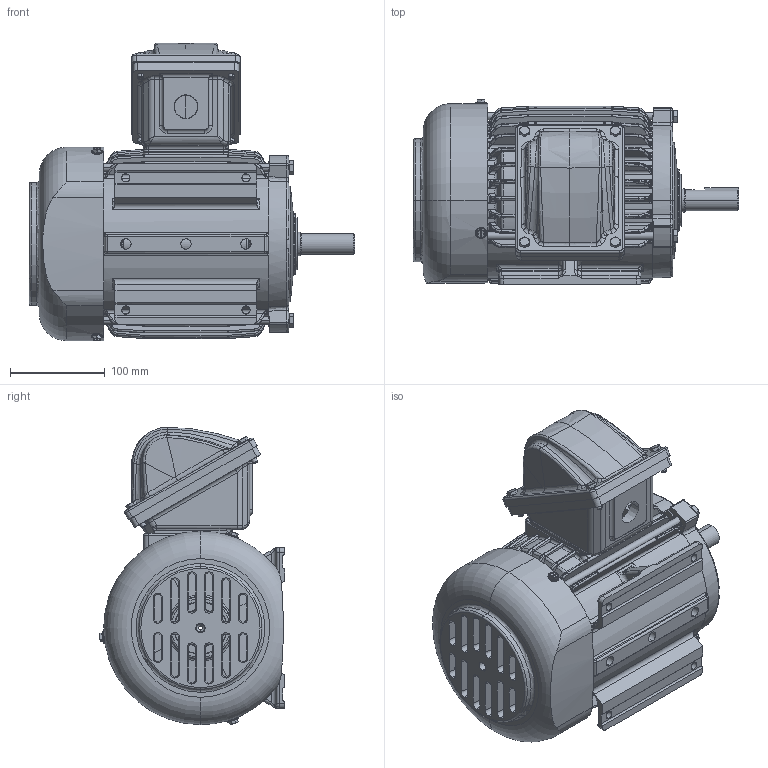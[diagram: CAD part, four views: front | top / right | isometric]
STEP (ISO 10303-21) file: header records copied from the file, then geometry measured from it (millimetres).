
FILE_DESCRIPTION(('CATIA V5 STEP Exchange'),'2;1');
FILE_NAME('31043A295--AEHHXV 145T.stp','2017-11-09T10:26:57+00:00',('none'),('none'),'Unofficial Packaging Version','CATIA V5 STEP AP203','none');
FILE_SCHEMA(('CONFIG_CONTROL_DESIGN'));
Length unit declared in the file: millimetre
Products named in the file (1): 31043A295--AEHHXV 145T
Bounding box: 343.92 x 195.69 x 314.31 mm (x, y, z)
Volume: 2652605.3 mm3; surface area: 765628.5 mm2
Topology: 2 solids, 13 shells, 3114 faces, 7771 edges, 4598 vertices
Faces by surface type: bspline 1023, cylinder 668, plane 556, torus 439, cone 318, sphere 92, revolution 18
Entity records: 127016 total; most frequent: CARTESIAN_POINT 68091, ORIENTED_EDGE 15146, DIRECTION 7633, EDGE_CURVE 7573, VERTEX_POINT 4598, AXIS2_PLACEMENT_3D 3924, EDGE_LOOP 3309, ADVANCED_FACE 3114
